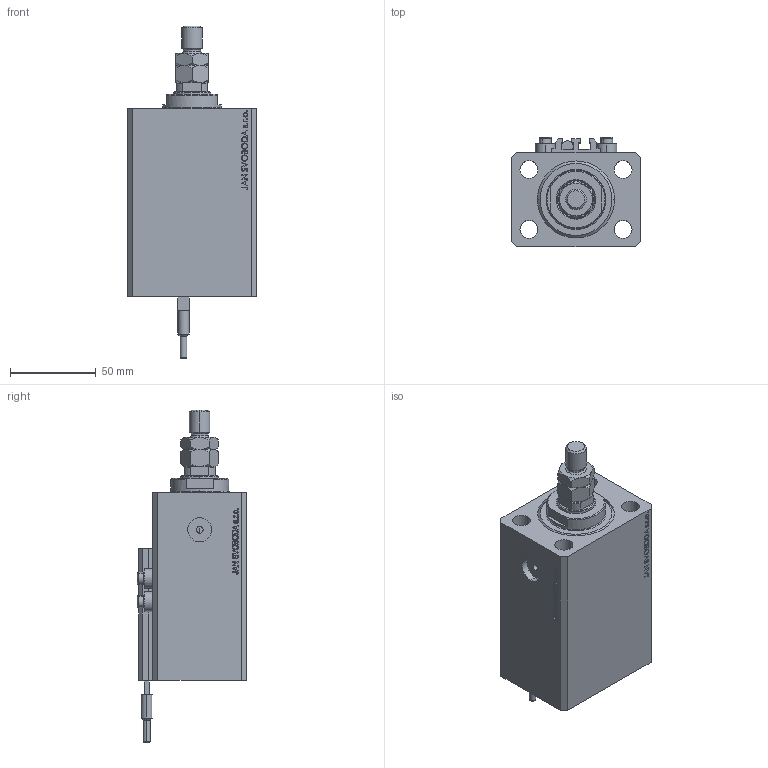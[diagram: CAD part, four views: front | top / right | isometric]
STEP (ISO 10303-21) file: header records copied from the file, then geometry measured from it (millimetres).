
FILE_DESCRIPTION (( 'STEP AP203' ), '1' );
FILE_NAME ('8aa8.STEP', '2023-10-07T16:10:33', ( '' ), ( '' ), 'SwSTEP 2.0', 'SolidWorks 2019', '' );
FILE_SCHEMA (( 'CONFIG_CONTROL_DESIGN' ));
Length unit declared in the file: millimetre
Products named in the file (7): MTA a96ce6d851535e3b056b1f5a81e4213e; V250CE_VC_C a96ce6d851535e3b056b1f5a81e4213e; SWITCH_V250CE a96ce6d851535e3b056b1f5a81e4213e; V250CE_C_VCP a96ce6d851535e3b056b1f5a81e4213e; V250CE_C_Body a96ce6d851535e3b056b1f5a81e4213e; 8aa8; ALLEN BOLT V250CE a96ce6d851535e3b056b1f5a81e4213e
Assembly tree (9 placements, depth 2):
  8aa8
    V250CE_C_Body a96ce6d851535e3b056b1f5a81e4213e
    ALLEN BOLT V250CE a96ce6d851535e3b056b1f5a81e4213e  x4
    V250CE_C_VCP a96ce6d851535e3b056b1f5a81e4213e
    V250CE_VC_C a96ce6d851535e3b056b1f5a81e4213e
    MTA a96ce6d851535e3b056b1f5a81e4213e
    SWITCH_V250CE a96ce6d851535e3b056b1f5a81e4213e
Bounding box: 75 x 64 x 194 mm (x, y, z)
Volume: 417208.3 mm3; surface area: 95300.4 mm2
Topology: 10 solids, 10 shells, 1113 faces, 2764 edges, 1791 vertices
Faces by surface type: plane 535, bspline 374, cylinder 98, cone 88, torus 18
Entity records: 49718 total; most frequent: CARTESIAN_POINT 26531, ORIENTED_EDGE 5218, DIRECTION 3375, EDGE_CURVE 2609, VERTEX_POINT 1707, LINE 1541, VECTOR 1541, EDGE_LOOP 1164
